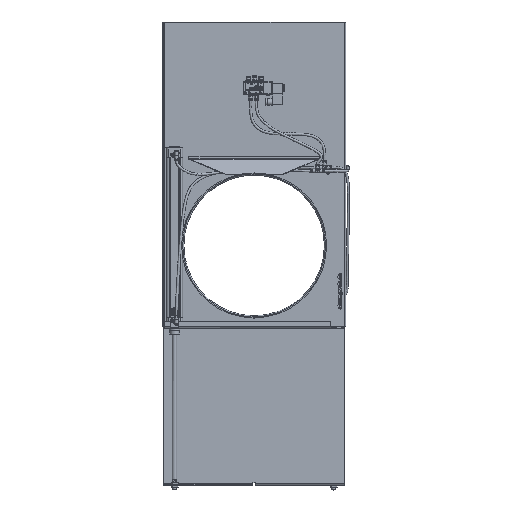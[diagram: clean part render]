
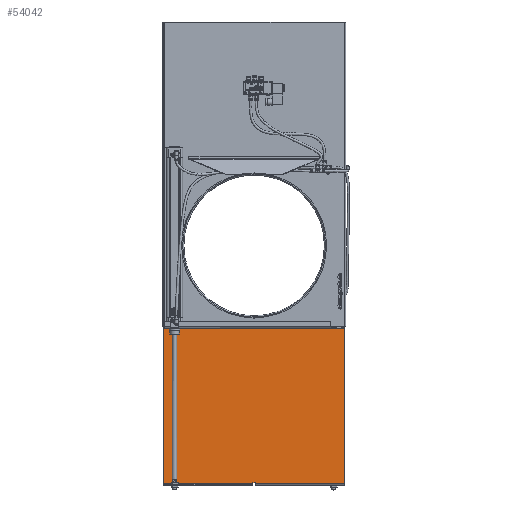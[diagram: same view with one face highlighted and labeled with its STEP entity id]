
A CAD part, top view. The second image highlights one B-rep face of the part: STEP entity #54042.
In plain terms, the highlighted face is planar.
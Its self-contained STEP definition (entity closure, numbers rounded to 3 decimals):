
#779=CIRCLE('',#57123,3.5);
#781=CIRCLE('',#57127,3.5);
#783=CIRCLE('',#57131,3.5);
#785=CIRCLE('',#57135,3.5);
#787=CIRCLE('',#57139,200.);
#2368=FACE_BOUND('',#8408,.T.);
#2369=FACE_BOUND('',#8409,.T.);
#2370=FACE_BOUND('',#8410,.T.);
#5185=FACE_OUTER_BOUND('',#8407,.T.);
#8407=EDGE_LOOP('',(#37124,#37125,#37126,#37127,#37128,#37129,#37130,#37131));
#8408=EDGE_LOOP('',(#37132,#37133,#37134,#37135));
#8409=EDGE_LOOP('',(#37136,#37137,#37138,#37139));
#8410=EDGE_LOOP('',(#37140));
#12244=LINE('',#74306,#17491);
#12248=LINE('',#74317,#17495);
#12252=LINE('',#74330,#17499);
#12256=LINE('',#74341,#17503);
#12287=LINE('',#74425,#17534);
#12289=LINE('',#74433,#17536);
#12300=LINE('',#74459,#17547);
#12303=LINE('',#74465,#17550);
#12305=LINE('',#74468,#17552);
#12308=LINE('',#74474,#17555);
#12311=LINE('',#74480,#17558);
#12313=LINE('',#74483,#17560);
#17491=VECTOR('',#60751,415.);
#17495=VECTOR('',#60763,415.);
#17499=VECTOR('',#60775,415.);
#17503=VECTOR('',#60787,415.);
#17534=VECTOR('',#60868,253.);
#17536=VECTOR('',#60874,253.);
#17547=VECTOR('',#60907,2.);
#17550=VECTOR('',#60912,8.);
#17552=VECTOR('',#60916,2.);
#17555=VECTOR('',#60921,892.);
#17558=VECTOR('',#60926,514.);
#17560=VECTOR('',#60930,892.);
#22771=VERTEX_POINT('',#74296);
#22772=VERTEX_POINT('',#74297);
#22775=VERTEX_POINT('',#74305);
#22777=VERTEX_POINT('',#74311);
#22779=VERTEX_POINT('',#74320);
#22780=VERTEX_POINT('',#74321);
#22783=VERTEX_POINT('',#74329);
#22785=VERTEX_POINT('',#74335);
#22787=VERTEX_POINT('',#74344);
#22813=VERTEX_POINT('',#74412);
#22814=VERTEX_POINT('',#74416);
#22817=VERTEX_POINT('',#74430);
#22818=VERTEX_POINT('',#74432);
#22822=VERTEX_POINT('',#74457);
#22824=VERTEX_POINT('',#74463);
#22826=VERTEX_POINT('',#74472);
#22828=VERTEX_POINT('',#74478);
#28340=EDGE_CURVE('',#22771,#22772,#779,.T.);
#28344=EDGE_CURVE('',#22772,#22775,#12244,.T.);
#28347=EDGE_CURVE('',#22775,#22777,#781,.T.);
#28350=EDGE_CURVE('',#22777,#22771,#12248,.T.);
#28352=EDGE_CURVE('',#22779,#22780,#783,.T.);
#28356=EDGE_CURVE('',#22783,#22779,#12252,.T.);
#28359=EDGE_CURVE('',#22785,#22783,#785,.T.);
#28362=EDGE_CURVE('',#22780,#22785,#12256,.T.);
#28364=EDGE_CURVE('',#22787,#22787,#787,.T.);
#28403=EDGE_CURVE('',#22814,#22813,#12287,.T.);
#28406=EDGE_CURVE('',#22817,#22818,#12289,.T.);
#28420=EDGE_CURVE('',#22822,#22814,#12300,.T.);
#28423=EDGE_CURVE('',#22824,#22822,#12303,.T.);
#28425=EDGE_CURVE('',#22818,#22824,#12305,.T.);
#28428=EDGE_CURVE('',#22826,#22817,#12308,.T.);
#28431=EDGE_CURVE('',#22828,#22826,#12311,.T.);
#28433=EDGE_CURVE('',#22813,#22828,#12313,.T.);
#37124=ORIENTED_EDGE('',*,*,#28433,.F.);
#37125=ORIENTED_EDGE('',*,*,#28403,.F.);
#37126=ORIENTED_EDGE('',*,*,#28420,.F.);
#37127=ORIENTED_EDGE('',*,*,#28423,.F.);
#37128=ORIENTED_EDGE('',*,*,#28425,.F.);
#37129=ORIENTED_EDGE('',*,*,#28406,.F.);
#37130=ORIENTED_EDGE('',*,*,#28428,.F.);
#37131=ORIENTED_EDGE('',*,*,#28431,.F.);
#37132=ORIENTED_EDGE('',*,*,#28340,.T.);
#37133=ORIENTED_EDGE('',*,*,#28344,.T.);
#37134=ORIENTED_EDGE('',*,*,#28347,.T.);
#37135=ORIENTED_EDGE('',*,*,#28350,.T.);
#37136=ORIENTED_EDGE('',*,*,#28352,.T.);
#37137=ORIENTED_EDGE('',*,*,#28362,.T.);
#37138=ORIENTED_EDGE('',*,*,#28359,.T.);
#37139=ORIENTED_EDGE('',*,*,#28356,.T.);
#37140=ORIENTED_EDGE('',*,*,#28364,.T.);
#51410=PLANE('',#57181);
#54042=ADVANCED_FACE('',(#5185,#2368,#2369,#2370),#51410,.F.);
#57123=AXIS2_PLACEMENT_3D('',#74298,#60743,#60744);
#57127=AXIS2_PLACEMENT_3D('',#74312,#60756,#60757);
#57131=AXIS2_PLACEMENT_3D('',#74322,#60767,#60768);
#57135=AXIS2_PLACEMENT_3D('',#74336,#60780,#60781);
#57139=AXIS2_PLACEMENT_3D('',#74345,#60791,#60792);
#57181=AXIS2_PLACEMENT_3D('',#74484,#60931,#60932);
#60743=DIRECTION('center_axis',(0.,1.,0.));
#60744=DIRECTION('ref_axis',(0.,0.,-1.));
#60751=DIRECTION('',(1.,0.,0.));
#60756=DIRECTION('center_axis',(0.,1.,0.));
#60757=DIRECTION('ref_axis',(0.,0.,1.));
#60763=DIRECTION('',(-1.,0.,0.));
#60767=DIRECTION('center_axis',(0.,1.,0.));
#60768=DIRECTION('ref_axis',(0.,0.,1.));
#60775=DIRECTION('',(-1.,0.,0.));
#60780=DIRECTION('center_axis',(0.,1.,0.));
#60781=DIRECTION('ref_axis',(0.,0.,-1.));
#60787=DIRECTION('',(1.,0.,0.));
#60791=DIRECTION('center_axis',(0.,1.,0.));
#60792=DIRECTION('ref_axis',(1.,0.,0.));
#60868=DIRECTION('',(0.,0.,1.));
#60874=DIRECTION('',(0.,0.,1.));
#60907=DIRECTION('',(-1.,0.,0.));
#60912=DIRECTION('',(0.,0.,1.));
#60916=DIRECTION('',(1.,0.,0.));
#60921=DIRECTION('',(-1.,0.,0.));
#60926=DIRECTION('',(0.,0.,-1.));
#60930=DIRECTION('',(1.,0.,0.));
#60931=DIRECTION('center_axis',(0.,1.,0.));
#60932=DIRECTION('ref_axis',(0.,0.,1.));
#74296=CARTESIAN_POINT('',(290.816,0.,-213.5));
#74297=CARTESIAN_POINT('',(290.816,0.,-206.5));
#74298=CARTESIAN_POINT('Origin',(290.816,0.,-210.));
#74305=CARTESIAN_POINT('',(705.816,0.,-206.5));
#74306=CARTESIAN_POINT('',(488.003,0.,-206.5));
#74311=CARTESIAN_POINT('',(705.816,0.,-213.5));
#74312=CARTESIAN_POINT('Origin',(705.816,0.,-210.));
#74317=CARTESIAN_POINT('',(280.503,0.,-213.5));
#74320=CARTESIAN_POINT('',(290.816,0.,206.5));
#74321=CARTESIAN_POINT('',(290.816,0.,213.5));
#74322=CARTESIAN_POINT('Origin',(290.816,0.,210.));
#74329=CARTESIAN_POINT('',(705.816,0.,206.5));
#74330=CARTESIAN_POINT('',(488.003,0.,206.5));
#74335=CARTESIAN_POINT('',(705.816,0.,213.5));
#74336=CARTESIAN_POINT('Origin',(705.816,0.,210.));
#74341=CARTESIAN_POINT('',(280.503,0.,213.5));
#74344=CARTESIAN_POINT('',(700.816,0.,-0.5));
#74345=CARTESIAN_POINT('Origin',(500.816,0.,-0.5));
#74412=CARTESIAN_POINT('',(-175.184,0.,257.));
#74416=CARTESIAN_POINT('',(-175.184,0.,4.));
#74425=CARTESIAN_POINT('',(-175.184,0.,4.));
#74430=CARTESIAN_POINT('',(-175.184,0.,-257.));
#74432=CARTESIAN_POINT('',(-175.184,0.,-4.));
#74433=CARTESIAN_POINT('',(-175.184,0.,-257.));
#74457=CARTESIAN_POINT('',(-173.184,0.,4.));
#74459=CARTESIAN_POINT('',(-173.184,0.,4.));
#74463=CARTESIAN_POINT('',(-173.184,0.,-4.));
#74465=CARTESIAN_POINT('',(-173.184,0.,-4.));
#74468=CARTESIAN_POINT('',(-175.184,0.,-4.));
#74472=CARTESIAN_POINT('',(716.816,0.,-257.));
#74474=CARTESIAN_POINT('',(716.816,0.,-257.));
#74478=CARTESIAN_POINT('',(716.816,0.,257.));
#74480=CARTESIAN_POINT('',(716.816,0.,257.));
#74483=CARTESIAN_POINT('',(-175.184,0.,257.));
#74484=CARTESIAN_POINT('Origin',(270.19,0.,0.));
